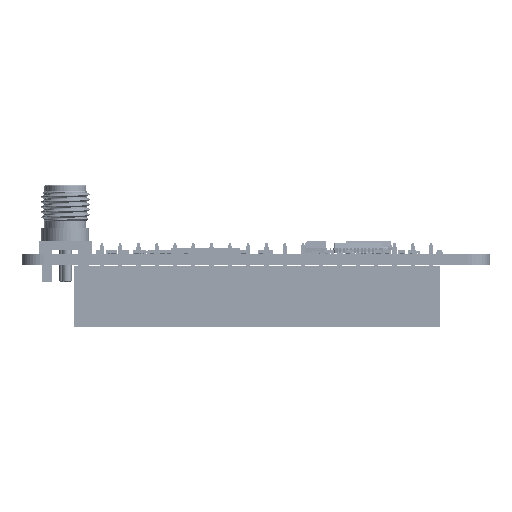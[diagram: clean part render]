
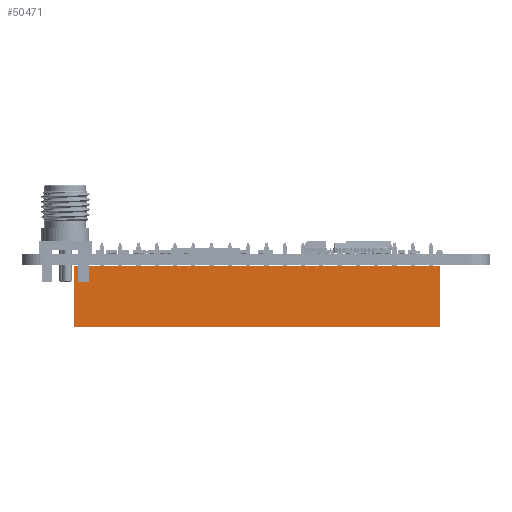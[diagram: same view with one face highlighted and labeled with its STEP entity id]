
A CAD part, front view. The second image highlights one B-rep face of the part: STEP entity #50471.
In plain terms, the highlighted face is planar.
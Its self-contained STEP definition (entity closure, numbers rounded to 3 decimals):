
#50471 = ADVANCED_FACE('',(#50472),#50506,.F.);
#50472 = FACE_BOUND('',#50473,.F.);
#50473 = EDGE_LOOP('',(#50474,#50484,#50492,#50500));
#50474 = ORIENTED_EDGE('',*,*,#50475,.T.);
#50475 = EDGE_CURVE('',#50476,#50478,#50480,.T.);
#50476 = VERTEX_POINT('',#50477);
#50477 = CARTESIAN_POINT('',(1.27,-49.53,0.));
#50478 = VERTEX_POINT('',#50479);
#50479 = CARTESIAN_POINT('',(1.27,-49.53,8.5));
#50480 = LINE('',#50481,#50482);
#50481 = CARTESIAN_POINT('',(1.27,-49.53,0.));
#50482 = VECTOR('',#50483,1.);
#50483 = DIRECTION('',(0.,0.,1.));
#50484 = ORIENTED_EDGE('',*,*,#50485,.T.);
#50485 = EDGE_CURVE('',#50478,#50486,#50488,.T.);
#50486 = VERTEX_POINT('',#50487);
#50487 = CARTESIAN_POINT('',(1.27,1.27,8.5));
#50488 = LINE('',#50489,#50490);
#50489 = CARTESIAN_POINT('',(1.27,-49.53,8.5));
#50490 = VECTOR('',#50491,1.);
#50491 = DIRECTION('',(0.,1.,0.));
#50492 = ORIENTED_EDGE('',*,*,#50493,.F.);
#50493 = EDGE_CURVE('',#50494,#50486,#50496,.T.);
#50494 = VERTEX_POINT('',#50495);
#50495 = CARTESIAN_POINT('',(1.27,1.27,0.));
#50496 = LINE('',#50497,#50498);
#50497 = CARTESIAN_POINT('',(1.27,1.27,0.));
#50498 = VECTOR('',#50499,1.);
#50499 = DIRECTION('',(0.,0.,1.));
#50500 = ORIENTED_EDGE('',*,*,#50501,.F.);
#50501 = EDGE_CURVE('',#50476,#50494,#50502,.T.);
#50502 = LINE('',#50503,#50504);
#50503 = CARTESIAN_POINT('',(1.27,-49.53,0.));
#50504 = VECTOR('',#50505,1.);
#50505 = DIRECTION('',(0.,1.,0.));
#50506 = PLANE('',#50507);
#50507 = AXIS2_PLACEMENT_3D('',#50508,#50509,#50510);
#50508 = CARTESIAN_POINT('',(1.27,-49.53,0.));
#50509 = DIRECTION('',(-1.,0.,0.));
#50510 = DIRECTION('',(0.,1.,0.));
